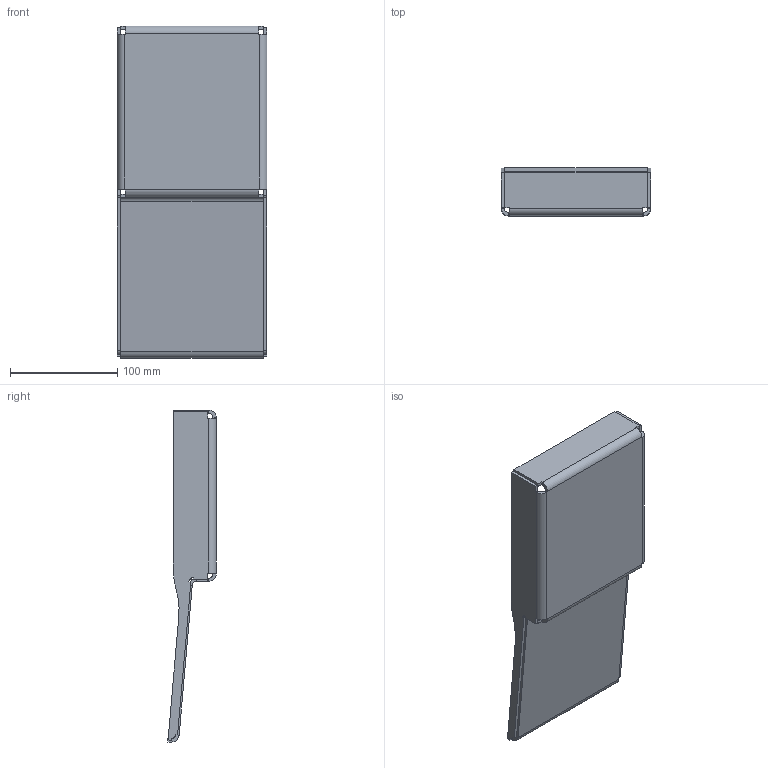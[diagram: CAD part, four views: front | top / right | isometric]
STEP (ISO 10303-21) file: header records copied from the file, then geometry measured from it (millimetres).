
FILE_DESCRIPTION (( 'STEP AP203' ), '1' );
FILE_NAME ('fleshCollector.STEP', '2024-07-31T02:45:42', ( '' ), ( '' ), 'SwSTEP 2.0', 'SolidWorks 2024', '' );
FILE_SCHEMA (( 'CONFIG_CONTROL_DESIGN' ));
Length unit declared in the file: millimetre
Products named in the file (1): fleshCollector
Bounding box: 140 x 45.12 x 310 mm (x, y, z)
Volume: 189858.4 mm3; surface area: 132079.6 mm2
Topology: 1 solids, 1 shells, 108 faces, 270 edges, 164 vertices
Faces by surface type: plane 88, cylinder 20
Entity records: 3207 total; most frequent: CARTESIAN_POINT 543, ORIENTED_EDGE 540, DIRECTION 528, EDGE_CURVE 270, LINE 230, VECTOR 230, VERTEX_POINT 164, AXIS2_PLACEMENT_3D 149
